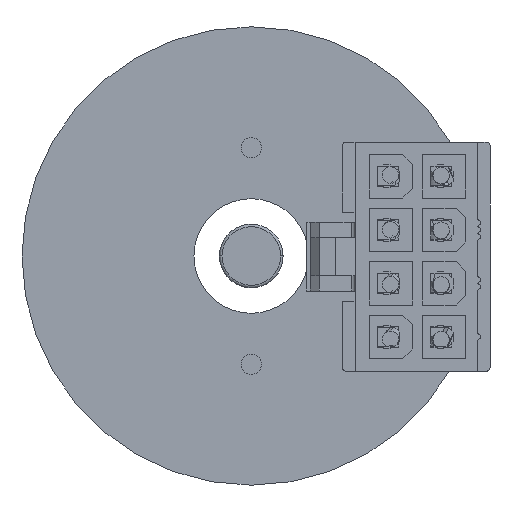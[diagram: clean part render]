
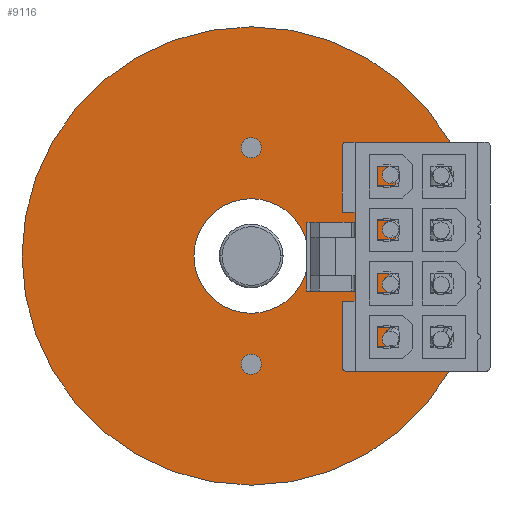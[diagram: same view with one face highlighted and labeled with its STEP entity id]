
A CAD part, front view. The second image highlights one B-rep face of the part: STEP entity #9116.
In plain terms, the highlighted planar face has unit normal (0, -1, 0).
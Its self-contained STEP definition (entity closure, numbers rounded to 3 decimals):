
#13 = CARTESIAN_POINT ( 'NONE',  ( 0., 0., -8.5 ) ) ;
#182 = CIRCLE ( 'NONE', #7424, 4.5 ) ;
#214 = DIRECTION ( 'NONE',  ( 0., -1., 0. ) ) ;
#307 = CARTESIAN_POINT ( 'NONE',  ( 12.3, 0., -7.1 ) ) ;
#487 = ORIENTED_EDGE ( 'NONE', *, *, #17062, .F. ) ;
#611 = VERTEX_POINT ( 'NONE', #3620 ) ;
#682 = VERTEX_POINT ( 'NONE', #14291 ) ;
#687 = VERTEX_POINT ( 'NONE', #1161 ) ;
#838 = EDGE_CURVE ( 'NONE', #2946, #5795, #12352, .T. ) ;
#977 = CIRCLE ( 'NONE', #10743, 0.8 ) ;
#1161 = CARTESIAN_POINT ( 'NONE',  ( 11.3, 0., 7.1 ) ) ;
#1165 = EDGE_CURVE ( 'NONE', #5795, #2340, #1187, .T. ) ;
#1187 = CIRCLE ( 'NONE', #7736, 18. ) ;
#1324 = DIRECTION ( 'NONE',  ( 0., 0., -1. ) ) ;
#1442 = EDGE_CURVE ( 'NONE', #611, #7230, #182, .T. ) ;
#1503 = DIRECTION ( 'NONE',  ( 0., 1., 0. ) ) ;
#1610 = DIRECTION ( 'NONE',  ( 0., 0., -1. ) ) ;
#1663 = VECTOR ( 'NONE', #5934, 1000. ) ;
#1907 = EDGE_LOOP ( 'NONE', ( #3188, #9842 ) ) ;
#2062 = CIRCLE ( 'NONE', #15769, 1. ) ;
#2143 = CARTESIAN_POINT ( 'NONE',  ( 0., 0., 7.7 ) ) ;
#2340 = VERTEX_POINT ( 'NONE', #13746 ) ;
#2471 = FACE_BOUND ( 'NONE', #13315, .T. ) ;
#2647 = AXIS2_PLACEMENT_3D ( 'NONE', #15645, #7722, #16960 ) ;
#2882 = CIRCLE ( 'NONE', #12254, 1. ) ;
#2946 = VERTEX_POINT ( 'NONE', #6378 ) ;
#3009 = VERTEX_POINT ( 'NONE', #7962 ) ;
#3028 = DIRECTION ( 'NONE',  ( 0., 0., -1. ) ) ;
#3188 = ORIENTED_EDGE ( 'NONE', *, *, #16012, .F. ) ;
#3620 = CARTESIAN_POINT ( 'NONE',  ( 0., 0., -4.5 ) ) ;
#3747 = VECTOR ( 'NONE', #15863, 1000. ) ;
#3792 = CARTESIAN_POINT ( 'NONE',  ( 12.3, 0., 8.1 ) ) ;
#3987 = CARTESIAN_POINT ( 'NONE',  ( 24.7, 0., -8.1 ) ) ;
#4008 = VERTEX_POINT ( 'NONE', #8143 ) ;
#4090 = CARTESIAN_POINT ( 'NONE',  ( 0., 0., -8.5 ) ) ;
#4096 = AXIS2_PLACEMENT_3D ( 'NONE', #15242, #7340, #16562 ) ;
#4303 = DIRECTION ( 'NONE',  ( 0., -1., 0. ) ) ;
#4331 = EDGE_CURVE ( 'NONE', #3009, #4008, #14266, .T. ) ;
#4342 = CIRCLE ( 'NONE', #12094, 0.8 ) ;
#4368 = ORIENTED_EDGE ( 'NONE', *, *, #15376, .T. ) ;
#4383 = EDGE_LOOP ( 'NONE', ( #8176, #7408 ) ) ;
#4384 = ORIENTED_EDGE ( 'NONE', *, *, #9547, .T. ) ;
#4721 = DIRECTION ( 'NONE',  ( 0., -1., 0. ) ) ;
#4734 = LINE ( 'NONE', #15149, #1663 ) ;
#4809 = CARTESIAN_POINT ( 'NONE',  ( 0., 0., 0. ) ) ;
#5149 = EDGE_CURVE ( 'NONE', #6467, #5372, #14573, .T. ) ;
#5372 = VERTEX_POINT ( 'NONE', #8932 ) ;
#5421 = DIRECTION ( 'NONE',  ( 0., 0., -1. ) ) ;
#5795 = VERTEX_POINT ( 'NONE', #14302 ) ;
#5890 = ORIENTED_EDGE ( 'NONE', *, *, #16572, .F. ) ;
#5909 = CARTESIAN_POINT ( 'NONE',  ( 15.069, 0., 8.7 ) ) ;
#5934 = DIRECTION ( 'NONE',  ( 0., 0., -1. ) ) ;
#6146 = CARTESIAN_POINT ( 'NONE',  ( 0., 0., 0. ) ) ;
#6149 = DIRECTION ( 'NONE',  ( 0., 0., -1. ) ) ;
#6249 = DIRECTION ( 'NONE',  ( 0., -1., 0. ) ) ;
#6378 = CARTESIAN_POINT ( 'NONE',  ( 0., 0., 18. ) ) ;
#6467 = VERTEX_POINT ( 'NONE', #8628 ) ;
#6490 = VERTEX_POINT ( 'NONE', #2143 ) ;
#6586 = ORIENTED_EDGE ( 'NONE', *, *, #1165, .T. ) ;
#6799 = CIRCLE ( 'NONE', #16009, 0.8 ) ;
#7219 = DIRECTION ( 'NONE',  ( 0., 0., -1. ) ) ;
#7230 = VERTEX_POINT ( 'NONE', #8826 ) ;
#7235 = ORIENTED_EDGE ( 'NONE', *, *, #1442, .F. ) ;
#7340 = DIRECTION ( 'NONE',  ( 0., -1., 0. ) ) ;
#7408 = ORIENTED_EDGE ( 'NONE', *, *, #8521, .F. ) ;
#7424 = AXIS2_PLACEMENT_3D ( 'NONE', #8056, #214, #9394 ) ;
#7450 = DIRECTION ( 'NONE',  ( 0., 0., -1. ) ) ;
#7533 = CARTESIAN_POINT ( 'NONE',  ( 24.7, 0., 8.1 ) ) ;
#7722 = DIRECTION ( 'NONE',  ( 0., -1., 0. ) ) ;
#7736 = AXIS2_PLACEMENT_3D ( 'NONE', #12652, #4721, #13963 ) ;
#7787 = ORIENTED_EDGE ( 'NONE', *, *, #5149, .T. ) ;
#7962 = CARTESIAN_POINT ( 'NONE',  ( 12.3, 0., -8.1 ) ) ;
#8056 = CARTESIAN_POINT ( 'NONE',  ( 0., 0., 0. ) ) ;
#8143 = CARTESIAN_POINT ( 'NONE',  ( 15.069, 0., -8.1 ) ) ;
#8176 = ORIENTED_EDGE ( 'NONE', *, *, #10805, .F. ) ;
#8192 = LINE ( 'NONE', #7533, #14815 ) ;
#8506 = VERTEX_POINT ( 'NONE', #14756 ) ;
#8521 = EDGE_CURVE ( 'NONE', #682, #6490, #10492, .T. ) ;
#8524 = VERTEX_POINT ( 'NONE', #10883 ) ;
#8628 = CARTESIAN_POINT ( 'NONE',  ( 15.069, 0., 8.1 ) ) ;
#8636 = FACE_BOUND ( 'NONE', #1907, .T. ) ;
#8686 = ORIENTED_EDGE ( 'NONE', *, *, #838, .T. ) ;
#8826 = CARTESIAN_POINT ( 'NONE',  ( 0., 0., 4.5 ) ) ;
#8932 = CARTESIAN_POINT ( 'NONE',  ( 15.588, 0., 9. ) ) ;
#9116 = ADVANCED_FACE ( 'NONE', ( #8636, #16084, #15659, #2471 ), #9595, .T. ) ;
#9206 = DIRECTION ( 'NONE',  ( 0., -1., 0. ) ) ;
#9377 = CARTESIAN_POINT ( 'NONE',  ( 12.3, 0., 7.1 ) ) ;
#9394 = DIRECTION ( 'NONE',  ( 0., 0., -1. ) ) ;
#9494 = DIRECTION ( 'NONE',  ( 0., 1., 0. ) ) ;
#9547 = EDGE_CURVE ( 'NONE', #2340, #4008, #12971, .T. ) ;
#9595 = PLANE ( 'NONE',  #13596 ) ;
#9674 = CIRCLE ( 'NONE', #14559, 18. ) ;
#9842 = ORIENTED_EDGE ( 'NONE', *, *, #12034, .F. ) ;
#10492 = CIRCLE ( 'NONE', #13933, 0.8 ) ;
#10712 = DIRECTION ( 'NONE',  ( 0., 0., -1. ) ) ;
#10743 = AXIS2_PLACEMENT_3D ( 'NONE', #14141, #6249, #15467 ) ;
#10805 = EDGE_CURVE ( 'NONE', #6490, #682, #977, .T. ) ;
#10822 = ORIENTED_EDGE ( 'NONE', *, *, #15584, .T. ) ;
#10883 = CARTESIAN_POINT ( 'NONE',  ( 11.3, 0., -7.1 ) ) ;
#10919 = DIRECTION ( 'NONE',  ( 0., -1., 0. ) ) ;
#10962 = VERTEX_POINT ( 'NONE', #11904 ) ;
#10980 = EDGE_LOOP ( 'NONE', ( #487, #7787, #10822, #8686, #6586, #4384, #16636, #4368, #16786, #11361 ) ) ;
#11361 = ORIENTED_EDGE ( 'NONE', *, *, #15352, .T. ) ;
#11600 = DIRECTION ( 'NONE',  ( -1., 0., 0. ) ) ;
#11904 = CARTESIAN_POINT ( 'NONE',  ( 0., 0., -7.7 ) ) ;
#12034 = EDGE_CURVE ( 'NONE', #10962, #8506, #4342, .T. ) ;
#12094 = AXIS2_PLACEMENT_3D ( 'NONE', #4090, #13331, #5421 ) ;
#12234 = CARTESIAN_POINT ( 'NONE',  ( 0., 0., 8.5 ) ) ;
#12254 = AXIS2_PLACEMENT_3D ( 'NONE', #9377, #1503, #10712 ) ;
#12290 = EDGE_CURVE ( 'NONE', #687, #8524, #4734, .T. ) ;
#12352 = CIRCLE ( 'NONE', #14614, 18. ) ;
#12652 = CARTESIAN_POINT ( 'NONE',  ( 0., 0., 0. ) ) ;
#12901 = AXIS2_PLACEMENT_3D ( 'NONE', #5909, #15126, #7219 ) ;
#12971 = CIRCLE ( 'NONE', #4096, 0.6 ) ;
#13315 = EDGE_LOOP ( 'NONE', ( #7235, #5890 ) ) ;
#13331 = DIRECTION ( 'NONE',  ( 0., -1., 0. ) ) ;
#13543 = DIRECTION ( 'NONE',  ( 0., 0., -1. ) ) ;
#13596 = AXIS2_PLACEMENT_3D ( 'NONE', #16123, #10919, #3028 ) ;
#13746 = CARTESIAN_POINT ( 'NONE',  ( 15.588, 0., -9. ) ) ;
#13933 = AXIS2_PLACEMENT_3D ( 'NONE', #12234, #4303, #13543 ) ;
#13963 = DIRECTION ( 'NONE',  ( 0., 0., -1. ) ) ;
#14046 = DIRECTION ( 'NONE',  ( 0., -1., 0. ) ) ;
#14141 = CARTESIAN_POINT ( 'NONE',  ( 0., 0., 8.5 ) ) ;
#14266 = LINE ( 'NONE', #3987, #3747 ) ;
#14291 = CARTESIAN_POINT ( 'NONE',  ( 0., 0., 9.3 ) ) ;
#14302 = CARTESIAN_POINT ( 'NONE',  ( 0., 0., -18. ) ) ;
#14559 = AXIS2_PLACEMENT_3D ( 'NONE', #6146, #15369, #7450 ) ;
#14573 = CIRCLE ( 'NONE', #12901, 0.6 ) ;
#14614 = AXIS2_PLACEMENT_3D ( 'NONE', #4809, #14046, #6149 ) ;
#14756 = CARTESIAN_POINT ( 'NONE',  ( 0., 0., -9.3 ) ) ;
#14815 = VECTOR ( 'NONE', #11600, 1000. ) ;
#15126 = DIRECTION ( 'NONE',  ( 0., -1., 0. ) ) ;
#15149 = CARTESIAN_POINT ( 'NONE',  ( 11.3, 0., -8.1 ) ) ;
#15236 = VERTEX_POINT ( 'NONE', #3792 ) ;
#15242 = CARTESIAN_POINT ( 'NONE',  ( 15.069, 0., -8.7 ) ) ;
#15352 = EDGE_CURVE ( 'NONE', #687, #15236, #2882, .T. ) ;
#15369 = DIRECTION ( 'NONE',  ( 0., -1., 0. ) ) ;
#15376 = EDGE_CURVE ( 'NONE', #3009, #8524, #2062, .T. ) ;
#15467 = DIRECTION ( 'NONE',  ( 0., 0., -1. ) ) ;
#15584 = EDGE_CURVE ( 'NONE', #5372, #2946, #9674, .T. ) ;
#15645 = CARTESIAN_POINT ( 'NONE',  ( 0., 0., 0. ) ) ;
#15651 = CIRCLE ( 'NONE', #2647, 4.5 ) ;
#15659 = FACE_OUTER_BOUND ( 'NONE', #10980, .T. ) ;
#15769 = AXIS2_PLACEMENT_3D ( 'NONE', #307, #9494, #1610 ) ;
#15863 = DIRECTION ( 'NONE',  ( 1., 0., 0. ) ) ;
#16009 = AXIS2_PLACEMENT_3D ( 'NONE', #13, #9206, #1324 ) ;
#16012 = EDGE_CURVE ( 'NONE', #8506, #10962, #6799, .T. ) ;
#16084 = FACE_BOUND ( 'NONE', #4383, .T. ) ;
#16123 = CARTESIAN_POINT ( 'NONE',  ( 4.5, 0., 0. ) ) ;
#16562 = DIRECTION ( 'NONE',  ( 0., 0., -1. ) ) ;
#16572 = EDGE_CURVE ( 'NONE', #7230, #611, #15651, .T. ) ;
#16636 = ORIENTED_EDGE ( 'NONE', *, *, #4331, .F. ) ;
#16786 = ORIENTED_EDGE ( 'NONE', *, *, #12290, .F. ) ;
#16960 = DIRECTION ( 'NONE',  ( 0., 0., -1. ) ) ;
#17062 = EDGE_CURVE ( 'NONE', #6467, #15236, #8192, .T. ) ;
